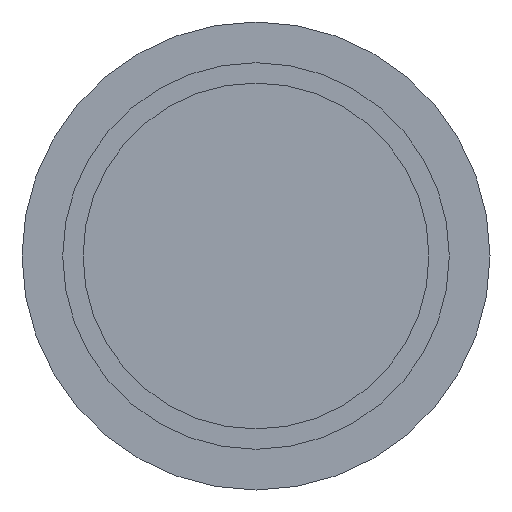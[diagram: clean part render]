
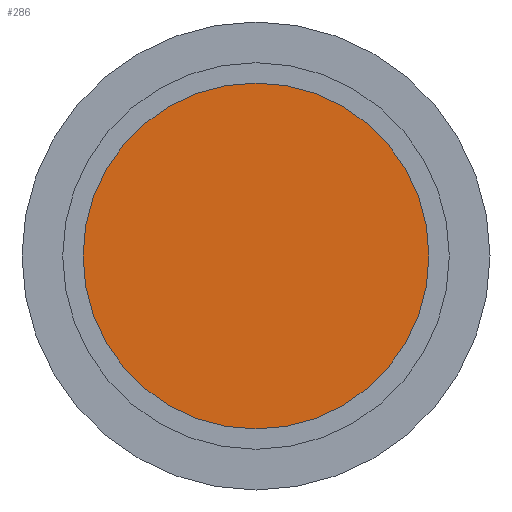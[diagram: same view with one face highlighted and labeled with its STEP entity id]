
A CAD part, front view. The second image highlights one B-rep face of the part: STEP entity #286.
In plain terms, the highlighted planar face has unit normal (0, -1, 0).
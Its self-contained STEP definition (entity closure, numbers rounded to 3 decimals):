
#30 = CARTESIAN_POINT ( 'NONE',  ( 0., 2.5, 17. ) ) ;
#32 = CARTESIAN_POINT ( 'NONE',  ( 0., 2.5, -17. ) ) ;
#33 = AXIS2_PLACEMENT_3D ( 'NONE', #283, #236, #43 ) ;
#43 = DIRECTION ( 'NONE',  ( 0., 0., 1. ) ) ;
#46 = DIRECTION ( 'NONE',  ( 0., 0., 1. ) ) ;
#78 = DIRECTION ( 'NONE',  ( 0., 1., 0. ) ) ;
#89 = CARTESIAN_POINT ( 'NONE',  ( 0., 2.5, 0. ) ) ;
#100 = AXIS2_PLACEMENT_3D ( 'NONE', #89, #292, #261 ) ;
#150 = PLANE ( 'NONE',  #273 ) ;
#197 = CIRCLE ( 'NONE', #100, 17. ) ;
#203 = EDGE_CURVE ( 'NONE', #330, #329, #318, .T. ) ;
#216 = ORIENTED_EDGE ( 'NONE', *, *, #203, .F. ) ;
#235 = CARTESIAN_POINT ( 'NONE',  ( 17., 2.5, 0. ) ) ;
#236 = DIRECTION ( 'NONE',  ( 0., 1., 0. ) ) ;
#240 = EDGE_CURVE ( 'NONE', #329, #330, #197, .T. ) ;
#250 = ORIENTED_EDGE ( 'NONE', *, *, #240, .F. ) ;
#261 = DIRECTION ( 'NONE',  ( 0., 0., 1. ) ) ;
#273 = AXIS2_PLACEMENT_3D ( 'NONE', #235, #78, #46 ) ;
#283 = CARTESIAN_POINT ( 'NONE',  ( 0., 2.5, 0. ) ) ;
#286 = ADVANCED_FACE ( 'NONE', ( #315 ), #150, .F. ) ;
#292 = DIRECTION ( 'NONE',  ( 0., 1., 0. ) ) ;
#315 = FACE_OUTER_BOUND ( 'NONE', #324, .T. ) ;
#318 = CIRCLE ( 'NONE', #33, 17. ) ;
#324 = EDGE_LOOP ( 'NONE', ( #216, #250 ) ) ;
#329 = VERTEX_POINT ( 'NONE', #32 ) ;
#330 = VERTEX_POINT ( 'NONE', #30 ) ;
